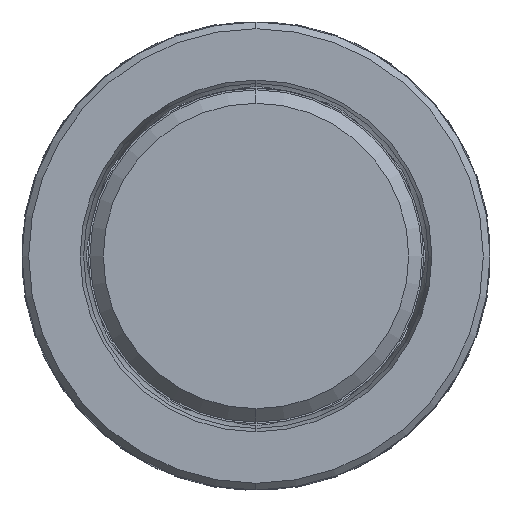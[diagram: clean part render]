
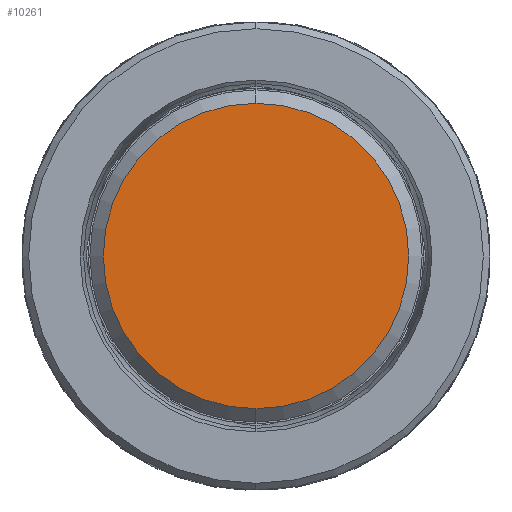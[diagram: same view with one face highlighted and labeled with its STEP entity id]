
A CAD part, front view. The second image highlights one B-rep face of the part: STEP entity #10261.
In plain terms, the highlighted planar face has unit normal (0, -1, 0).
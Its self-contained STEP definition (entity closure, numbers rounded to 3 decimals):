
#1347 = DIRECTION ( 'NONE',  ( 0., 0., 1. ) ) ;
#1806 = AXIS2_PLACEMENT_3D ( 'NONE', #11887, #3807, #1347 ) ;
#2665 = AXIS2_PLACEMENT_3D ( 'NONE', #6553, #8561, #26570 ) ;
#2997 = ORIENTED_EDGE ( 'NONE', *, *, #30361, .T. ) ;
#3671 = CARTESIAN_POINT ( 'NONE',  ( 0., 0., -22.75 ) ) ;
#3807 = DIRECTION ( 'NONE',  ( 0., -1., 0. ) ) ;
#6099 = EDGE_LOOP ( 'NONE', ( #2997, #18926 ) ) ;
#6553 = CARTESIAN_POINT ( 'NONE',  ( 0., 0., 0. ) ) ;
#6769 = CIRCLE ( 'NONE', #1806, 22.75 ) ;
#8561 = DIRECTION ( 'NONE',  ( 0., -1., 0. ) ) ;
#9707 = DIRECTION ( 'NONE',  ( 0., 1., 0. ) ) ;
#10261 = ADVANCED_FACE ( 'NONE', ( #30842 ), #20158, .F. ) ;
#11887 = CARTESIAN_POINT ( 'NONE',  ( 0., 0., 0. ) ) ;
#13231 = VERTEX_POINT ( 'NONE', #24744 ) ;
#18926 = ORIENTED_EDGE ( 'NONE', *, *, #25208, .T. ) ;
#20158 = PLANE ( 'NONE',  #32938 ) ;
#22750 = CARTESIAN_POINT ( 'NONE',  ( 0., 0., 0. ) ) ;
#24744 = CARTESIAN_POINT ( 'NONE',  ( 0., 0., 22.75 ) ) ;
#25208 = EDGE_CURVE ( 'NONE', #30773, #13231, #6769, .T. ) ;
#25570 = DIRECTION ( 'NONE',  ( 0., 0., 1. ) ) ;
#25611 = CIRCLE ( 'NONE', #2665, 22.75 ) ;
#26570 = DIRECTION ( 'NONE',  ( 0., 0., 1. ) ) ;
#30361 = EDGE_CURVE ( 'NONE', #13231, #30773, #25611, .T. ) ;
#30773 = VERTEX_POINT ( 'NONE', #3671 ) ;
#30842 = FACE_OUTER_BOUND ( 'NONE', #6099, .T. ) ;
#32938 = AXIS2_PLACEMENT_3D ( 'NONE', #22750, #9707, #25570 ) ;
